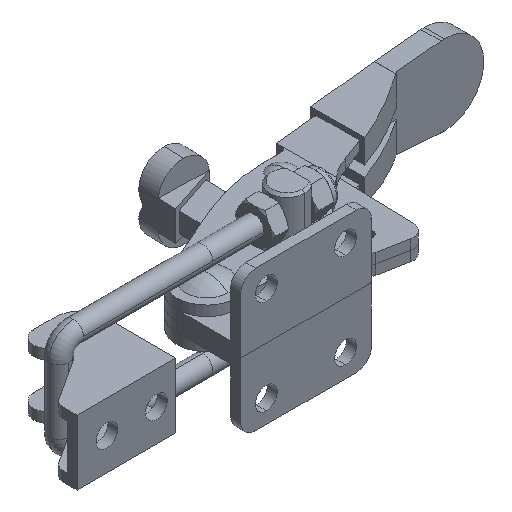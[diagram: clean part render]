
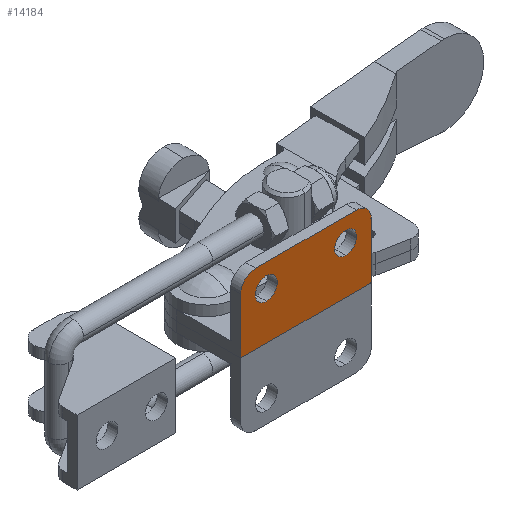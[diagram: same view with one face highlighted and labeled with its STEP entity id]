
A CAD part, isometric view. The second image highlights one B-rep face of the part: STEP entity #14184.
In plain terms, the highlighted planar face has unit normal (0, -1, 0).
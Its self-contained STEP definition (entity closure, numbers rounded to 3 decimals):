
#195 = VERTEX_POINT ( 'NONE', #18302 ) ;
#326 = AXIS2_PLACEMENT_3D ( 'NONE', #24483, #910, #2364 ) ;
#698 = DIRECTION ( 'NONE',  ( 0., 1., 0. ) ) ;
#910 = DIRECTION ( 'NONE',  ( 0., -1., 0. ) ) ;
#930 = EDGE_CURVE ( 'NONE', #20013, #2311, #12462, .T. ) ;
#957 = EDGE_CURVE ( 'NONE', #24089, #20013, #3534, .T. ) ;
#1223 = LINE ( 'NONE', #9342, #6285 ) ;
#1261 = EDGE_LOOP ( 'NONE', ( #21231, #12304 ) ) ;
#1691 = DIRECTION ( 'NONE',  ( 0., 0., -1. ) ) ;
#1747 = FACE_BOUND ( 'NONE', #1261, .T. ) ;
#2311 = VERTEX_POINT ( 'NONE', #4184 ) ;
#2364 = DIRECTION ( 'NONE',  ( 0., 0., 1. ) ) ;
#2589 = VECTOR ( 'NONE', #10888, 1000. ) ;
#2628 = EDGE_CURVE ( 'NONE', #195, #18627, #14766, .T. ) ;
#2985 = AXIS2_PLACEMENT_3D ( 'NONE', #10164, #10137, #10063 ) ;
#3096 = ORIENTED_EDGE ( 'NONE', *, *, #957, .T. ) ;
#3358 = CARTESIAN_POINT ( 'NONE',  ( 3., 0., 11.1 ) ) ;
#3478 = CARTESIAN_POINT ( 'NONE',  ( 5.15, 0., 9.5 ) ) ;
#3534 = CIRCLE ( 'NONE', #326, 3. ) ;
#4184 = CARTESIAN_POINT ( 'NONE',  ( 3., 0., 14.1 ) ) ;
#4216 = CARTESIAN_POINT ( 'NONE',  ( 21.05, 0., 7.3 ) ) ;
#4295 = CARTESIAN_POINT ( 'NONE',  ( 26.2, 0., 11.1 ) ) ;
#4583 = ORIENTED_EDGE ( 'NONE', *, *, #22147, .T. ) ;
#5296 = DIRECTION ( 'NONE',  ( 0., 0., 1. ) ) ;
#5402 = DIRECTION ( 'NONE',  ( 0., 0., -1. ) ) ;
#5471 = ORIENTED_EDGE ( 'NONE', *, *, #18400, .T. ) ;
#5657 = FACE_OUTER_BOUND ( 'NONE', #7276, .T. ) ;
#6285 = VECTOR ( 'NONE', #16909, 1000. ) ;
#6962 = ORIENTED_EDGE ( 'NONE', *, *, #12971, .T. ) ;
#7113 = CIRCLE ( 'NONE', #14063, 2.2 ) ;
#7276 = EDGE_LOOP ( 'NONE', ( #8427, #4583, #15262, #20956, #6962, #3096 ) ) ;
#7311 = CARTESIAN_POINT ( 'NONE',  ( 26.2, 0., 0. ) ) ;
#7395 = VECTOR ( 'NONE', #22929, 1000. ) ;
#7444 = PLANE ( 'NONE',  #22540 ) ;
#8427 = ORIENTED_EDGE ( 'NONE', *, *, #930, .T. ) ;
#9317 = CARTESIAN_POINT ( 'NONE',  ( 5.15, 0., 11.7 ) ) ;
#9342 = CARTESIAN_POINT ( 'NONE',  ( 26.2, 0., 14.1 ) ) ;
#9881 = AXIS2_PLACEMENT_3D ( 'NONE', #24388, #13092, #1691 ) ;
#10040 = EDGE_CURVE ( 'NONE', #18627, #195, #15475, .T. ) ;
#10063 = DIRECTION ( 'NONE',  ( 0., 0., -1. ) ) ;
#10137 = DIRECTION ( 'NONE',  ( 0., 1., 0. ) ) ;
#10164 = CARTESIAN_POINT ( 'NONE',  ( 21.05, 0., 9.5 ) ) ;
#10888 = DIRECTION ( 'NONE',  ( 0., 0., 1. ) ) ;
#11105 = VECTOR ( 'NONE', #12239, 1000. ) ;
#11264 = DIRECTION ( 'NONE',  ( 0., 0., 1. ) ) ;
#11274 = FACE_BOUND ( 'NONE', #22332, .T. ) ;
#12086 = CARTESIAN_POINT ( 'NONE',  ( 5.15, 0., 9.5 ) ) ;
#12239 = DIRECTION ( 'NONE',  ( -1., 0., 0. ) ) ;
#12304 = ORIENTED_EDGE ( 'NONE', *, *, #2628, .T. ) ;
#12462 = LINE ( 'NONE', #22219, #7395 ) ;
#12693 = AXIS2_PLACEMENT_3D ( 'NONE', #12086, #698, #13991 ) ;
#12971 = EDGE_CURVE ( 'NONE', #15701, #24089, #1223, .T. ) ;
#13050 = CARTESIAN_POINT ( 'NONE',  ( 23.2, 0., 14.1 ) ) ;
#13092 = DIRECTION ( 'NONE',  ( 0., 1., 0. ) ) ;
#13340 = VERTEX_POINT ( 'NONE', #9317 ) ;
#13991 = DIRECTION ( 'NONE',  ( 0., 0., -1. ) ) ;
#14063 = AXIS2_PLACEMENT_3D ( 'NONE', #3478, #16754, #5402 ) ;
#14184 = ADVANCED_FACE ( 'NONE', ( #11274, #1747, #5657 ), #7444, .T. ) ;
#14766 = CIRCLE ( 'NONE', #2985, 2.2 ) ;
#14850 = DIRECTION ( 'NONE',  ( 0., -1., 0. ) ) ;
#15262 = ORIENTED_EDGE ( 'NONE', *, *, #19960, .F. ) ;
#15475 = CIRCLE ( 'NONE', #9881, 2.2 ) ;
#15701 = VERTEX_POINT ( 'NONE', #7311 ) ;
#16059 = CARTESIAN_POINT ( 'NONE',  ( 26.2, 0., 0. ) ) ;
#16652 = DIRECTION ( 'NONE',  ( 0., -1., 0. ) ) ;
#16754 = DIRECTION ( 'NONE',  ( 0., 1., 0. ) ) ;
#16909 = DIRECTION ( 'NONE',  ( 0., 0., 1. ) ) ;
#17131 = LINE ( 'NONE', #20225, #2589 ) ;
#17670 = CIRCLE ( 'NONE', #24542, 3. ) ;
#18043 = VERTEX_POINT ( 'NONE', #22638 ) ;
#18302 = CARTESIAN_POINT ( 'NONE',  ( 21.05, 0., 11.7 ) ) ;
#18400 = EDGE_CURVE ( 'NONE', #13340, #22104, #7113, .T. ) ;
#18548 = CIRCLE ( 'NONE', #12693, 2.2 ) ;
#18627 = VERTEX_POINT ( 'NONE', #4216 ) ;
#18805 = VERTEX_POINT ( 'NONE', #21367 ) ;
#19960 = EDGE_CURVE ( 'NONE', #18805, #18043, #17131, .T. ) ;
#20013 = VERTEX_POINT ( 'NONE', #13050 ) ;
#20046 = ORIENTED_EDGE ( 'NONE', *, *, #22557, .T. ) ;
#20225 = CARTESIAN_POINT ( 'NONE',  ( 0., 0., 14.1 ) ) ;
#20784 = CARTESIAN_POINT ( 'NONE',  ( 26.2, 0., 14.1 ) ) ;
#20956 = ORIENTED_EDGE ( 'NONE', *, *, #22657, .F. ) ;
#21231 = ORIENTED_EDGE ( 'NONE', *, *, #10040, .T. ) ;
#21237 = LINE ( 'NONE', #16059, #11105 ) ;
#21367 = CARTESIAN_POINT ( 'NONE',  ( 0., 0., 0. ) ) ;
#22054 = CARTESIAN_POINT ( 'NONE',  ( 5.15, 0., 7.3 ) ) ;
#22104 = VERTEX_POINT ( 'NONE', #22054 ) ;
#22147 = EDGE_CURVE ( 'NONE', #2311, #18043, #17670, .T. ) ;
#22219 = CARTESIAN_POINT ( 'NONE',  ( 26.2, 0., 14.1 ) ) ;
#22332 = EDGE_LOOP ( 'NONE', ( #20046, #5471 ) ) ;
#22540 = AXIS2_PLACEMENT_3D ( 'NONE', #20784, #14850, #11264 ) ;
#22557 = EDGE_CURVE ( 'NONE', #22104, #13340, #18548, .T. ) ;
#22638 = CARTESIAN_POINT ( 'NONE',  ( 0., 0., 11.1 ) ) ;
#22657 = EDGE_CURVE ( 'NONE', #15701, #18805, #21237, .T. ) ;
#22929 = DIRECTION ( 'NONE',  ( -1., 0., 0. ) ) ;
#24089 = VERTEX_POINT ( 'NONE', #4295 ) ;
#24388 = CARTESIAN_POINT ( 'NONE',  ( 21.05, 0., 9.5 ) ) ;
#24483 = CARTESIAN_POINT ( 'NONE',  ( 23.2, 0., 11.1 ) ) ;
#24542 = AXIS2_PLACEMENT_3D ( 'NONE', #3358, #16652, #5296 ) ;
